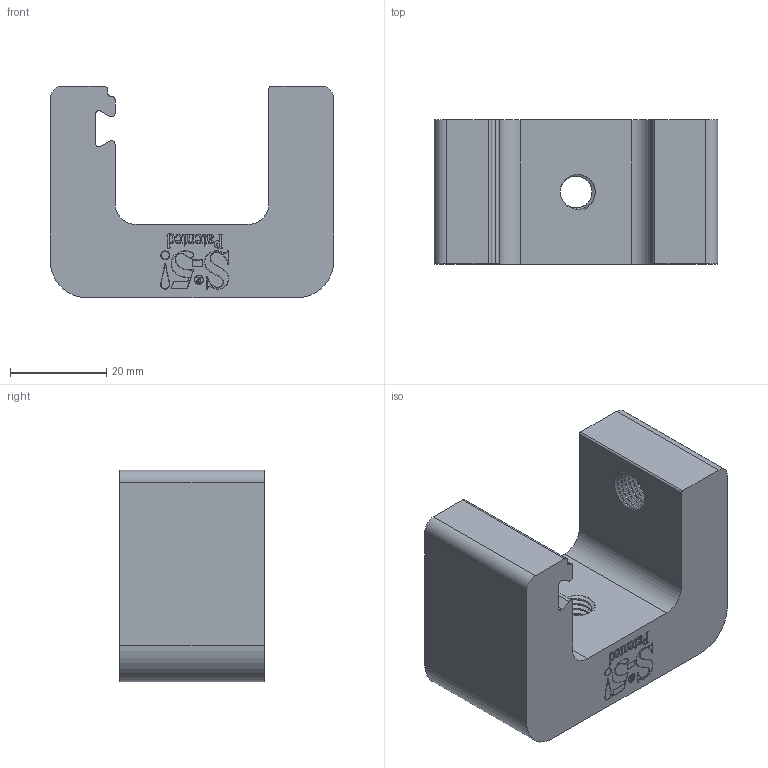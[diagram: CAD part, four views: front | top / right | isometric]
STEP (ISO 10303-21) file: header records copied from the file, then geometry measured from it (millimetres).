
FILE_DESCRIPTION (( 'STEP AP203' ), '1' );
FILE_NAME ('S-5-H Mini.STEP', '2016-12-15T17:05:28', ( '' ), ( '' ), 'SwSTEP 2.0', 'SolidWorks 2017', '' );
FILE_SCHEMA (( 'CONFIG_CONTROL_DESIGN' ));
Length unit declared in the file: inch
Products named in the file (1): S-5-H Mini
Bounding box: 58.93 x 30 x 43.98 mm (x, y, z)
Volume: 47223.4 mm3; surface area: 12026 mm2
Topology: 1 solids, 1 shells, 600 faces, 1676 edges, 1117 vertices
Faces by surface type: plane 276, bspline 194, cylinder 124, cone 6
Entity records: 28318 total; most frequent: CARTESIAN_POINT 14694, ORIENTED_EDGE 3352, DIRECTION 1955, EDGE_CURVE 1676, VERTEX_POINT 1117, VECTOR 1017, LINE 1017, EDGE_LOOP 643
